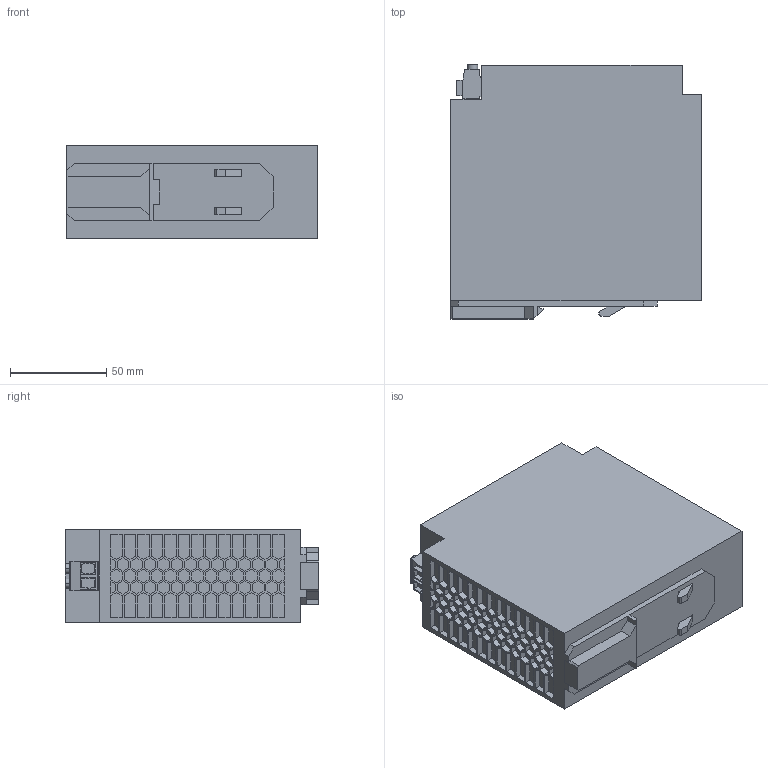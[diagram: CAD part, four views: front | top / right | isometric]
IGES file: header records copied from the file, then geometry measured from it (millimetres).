
Global section: file name: 2320092_QUINT_PS_24DC_24DC_10-select.igs; native system: CoCreate Modeling 3D IGES; preprocessor: 16.00A  16-Aug-2008; date: 20110110.091328; units: millimetre
Bounding box: 130.05 x 131.64 x 48 mm (x, y, z)
Surface area: 69129 mm2 (no closed solid volume)
Topology: 0 solids, 0 shells, 1063 faces, 5952 edges, 5952 vertices
Faces by surface type: bspline 1063
